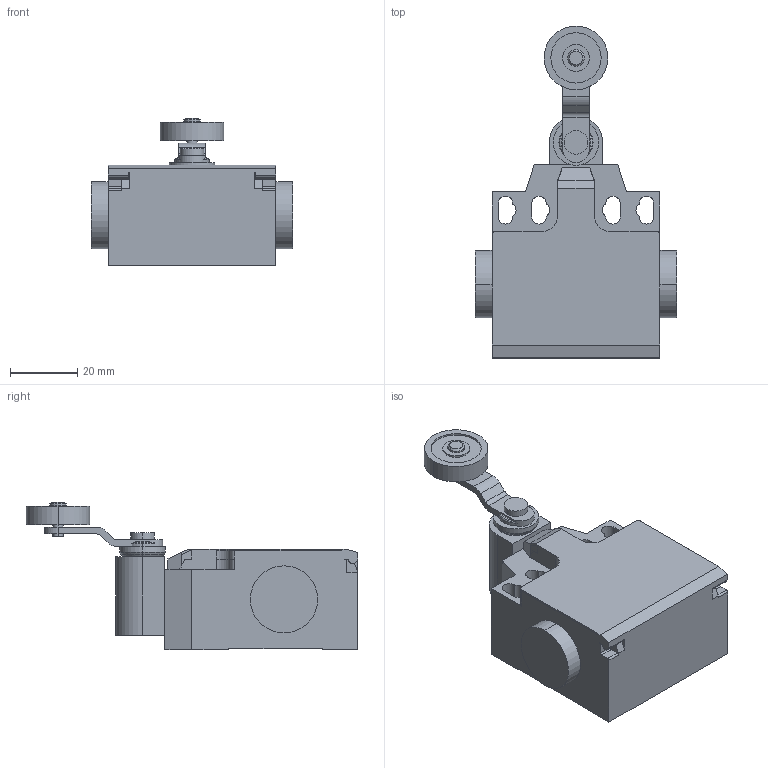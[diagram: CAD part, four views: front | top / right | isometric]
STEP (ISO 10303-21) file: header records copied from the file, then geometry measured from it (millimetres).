
FILE_DESCRIPTION((''),'2;1');
FILE_NAME('3d_KCE2A11.stp','2012-10-03T08:20:14',(''),(''),'Mechanical Desktop 2011','Mechanical Desktop 2011',', , ');
FILE_SCHEMA(('CONFIG_CONTROL_DESIGN'));
Length unit declared in the file: millimetre
Products named in the file (1): Product
Bounding box: 60 x 98.83 x 43.94 mm (x, y, z)
Volume: 83335.6 mm3; surface area: 18456.5 mm2
Topology: 7 solids, 7 shells, 180 faces, 495 edges, 347 vertices
Faces by surface type: plane 87, cylinder 57, bspline 26, cone 8, torus 2
Entity records: 5988 total; most frequent: CARTESIAN_POINT 1256, ORIENTED_EDGE 964, DIRECTION 957, EDGE_CURVE 482, VECTOR 343, LINE 343, VERTEX_POINT 322, AXIS2_PLACEMENT_3D 307
